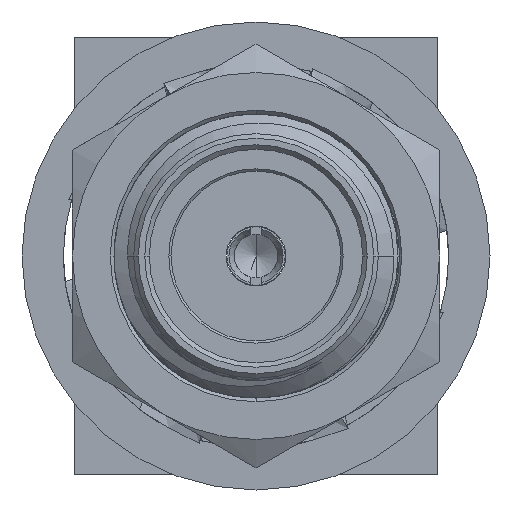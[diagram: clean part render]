
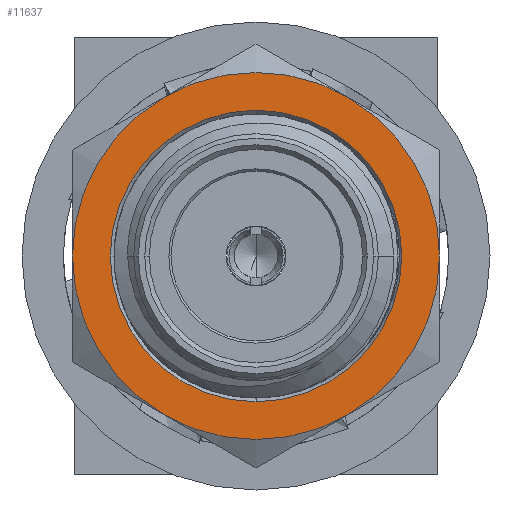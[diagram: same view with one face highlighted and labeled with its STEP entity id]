
A CAD part, left-side view. The second image highlights one B-rep face of the part: STEP entity #11637.
In plain terms, the highlighted planar face has unit normal (-1, 0, 0).
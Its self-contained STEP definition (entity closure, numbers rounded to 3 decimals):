
#11025=CARTESIAN_POINT('',(-7.6,0.,0.));
#11026=DIRECTION('',(1.,0.,0.));
#11027=DIRECTION('',(0.,-0.5,0.866));
#11028=AXIS2_PLACEMENT_3D('',#11025,#11026,#11027);
#11030=CARTESIAN_POINT('',(-7.6,0.,0.));
#11031=DIRECTION('',(1.,0.,0.));
#11032=DIRECTION('',(0.,-1.,0.));
#11033=AXIS2_PLACEMENT_3D('',#11030,#11031,#11032);
#11035=CARTESIAN_POINT('',(-7.6,0.,0.));
#11036=DIRECTION('',(1.,0.,0.));
#11037=DIRECTION('',(0.,0.5,-0.866));
#11038=AXIS2_PLACEMENT_3D('',#11035,#11036,#11037);
#11040=CARTESIAN_POINT('',(-7.6,0.,0.));
#11041=DIRECTION('',(1.,0.,0.));
#11042=DIRECTION('',(0.,1.,0.));
#11043=AXIS2_PLACEMENT_3D('',#11040,#11041,#11042);
#11078=CARTESIAN_POINT('',(-7.6,0.,0.));
#11079=DIRECTION('',(-1.,0.,0.));
#11080=DIRECTION('',(0.,0.,1.));
#11081=AXIS2_PLACEMENT_3D('',#11078,#11079,#11080);
#11095=CARTESIAN_POINT('',(-7.6,0.,0.));
#11096=DIRECTION('',(-1.,0.,0.));
#11097=DIRECTION('',(0.,0.,-1.));
#11098=AXIS2_PLACEMENT_3D('',#11095,#11096,#11097);
#11227=CARTESIAN_POINT('',(-7.6,0.,0.));
#11228=DIRECTION('',(-1.,0.,0.));
#11229=DIRECTION('',(0.,-0.5,0.866));
#11230=AXIS2_PLACEMENT_3D('',#11227,#11228,#11229);
#11508=CARTESIAN_POINT('',(-7.6,0.,0.));
#11509=DIRECTION('',(-1.,0.,0.));
#11510=DIRECTION('',(0.,0.5,-0.866));
#11511=AXIS2_PLACEMENT_3D('',#11508,#11509,#11510);
#11559=CARTESIAN_POINT('',(-7.6,0.,-3.176));
#11560=CARTESIAN_POINT('',(-7.6,0.,3.176));
#11561=VERTEX_POINT('',#11559);
#11562=VERTEX_POINT('',#11560);
#11563=CARTESIAN_POINT('',(-7.6,-2.,3.464));
#11564=CARTESIAN_POINT('',(-7.6,-4.,0.));
#11565=VERTEX_POINT('',#11563);
#11566=VERTEX_POINT('',#11564);
#11567=CARTESIAN_POINT('',(-7.6,-2.,-3.464));
#11568=VERTEX_POINT('',#11567);
#11569=CARTESIAN_POINT('',(-7.6,2.,-3.464));
#11570=CARTESIAN_POINT('',(-7.6,4.,0.));
#11571=VERTEX_POINT('',#11569);
#11572=VERTEX_POINT('',#11570);
#11573=CARTESIAN_POINT('',(-7.6,2.,3.464));
#11574=VERTEX_POINT('',#11573);
#11612=CARTESIAN_POINT('',(-7.6,0.,0.));
#11613=DIRECTION('',(1.,0.,0.));
#11614=DIRECTION('',(0.,0.,-1.));
#11615=AXIS2_PLACEMENT_3D('',#11612,#11613,#11614);
#11616=PLANE('',#11615);
#11618=ORIENTED_EDGE('',*,*,#11617,.F.);
#11620=ORIENTED_EDGE('',*,*,#11619,.T.);
#11622=ORIENTED_EDGE('',*,*,#11621,.T.);
#11624=ORIENTED_EDGE('',*,*,#11623,.F.);
#11626=ORIENTED_EDGE('',*,*,#11625,.T.);
#11628=ORIENTED_EDGE('',*,*,#11627,.T.);
#11629=EDGE_LOOP('',(#11618,#11620,#11622,#11624,#11626,#11628));
#11630=FACE_OUTER_BOUND('',#11629,.F.);
#11632=ORIENTED_EDGE('',*,*,#11631,.T.);
#11634=ORIENTED_EDGE('',*,*,#11633,.T.);
#11635=EDGE_LOOP('',(#11632,#11634));
#11636=FACE_BOUND('',#11635,.F.);
#11029=CIRCLE('',#11028,4.);
#11034=CIRCLE('',#11033,4.);
#11039=CIRCLE('',#11038,4.);
#11044=CIRCLE('',#11043,4.);
#11082=CIRCLE('',#11081,3.176);
#11099=CIRCLE('',#11098,3.176);
#11231=CIRCLE('',#11230,4.);
#11512=CIRCLE('',#11511,4.);
#11617=EDGE_CURVE('',#11565,#11574,#11231,.T.);
#11619=EDGE_CURVE('',#11565,#11566,#11029,.T.);
#11621=EDGE_CURVE('',#11566,#11568,#11034,.T.);
#11623=EDGE_CURVE('',#11571,#11568,#11512,.T.);
#11625=EDGE_CURVE('',#11571,#11572,#11039,.T.);
#11627=EDGE_CURVE('',#11572,#11574,#11044,.T.);
#11631=EDGE_CURVE('',#11562,#11561,#11082,.T.);
#11633=EDGE_CURVE('',#11561,#11562,#11099,.T.);
#11637=ADVANCED_FACE('',(#11630,#11636),#11616,.F.);
